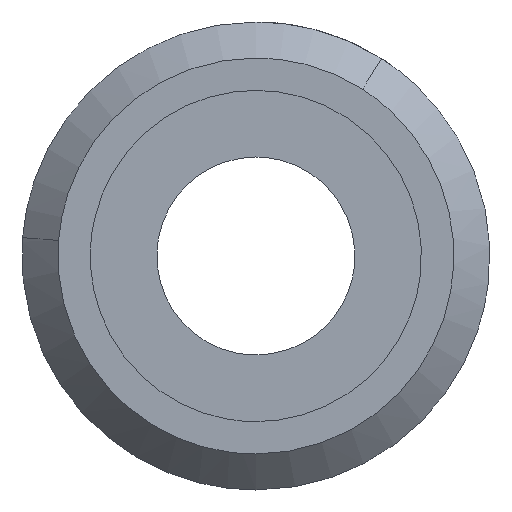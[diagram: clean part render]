
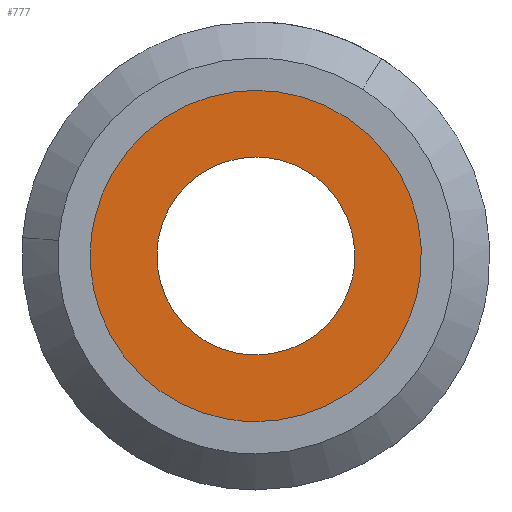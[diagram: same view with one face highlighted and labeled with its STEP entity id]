
A CAD part, front view. The second image highlights one B-rep face of the part: STEP entity #777.
In plain terms, the highlighted free-form (B-spline) face has degree [1, 1] with [2, 2] control points.
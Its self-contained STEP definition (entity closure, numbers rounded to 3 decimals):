
#66=CARTESIAN_POINT('',(4.568,0.,-0.543));
#67=VERTEX_POINT('',#66);
#68=CARTESIAN_POINT('',(0.,0.0,4.6));
#69=VERTEX_POINT('',#68);
#70=CARTESIAN_POINT('',(4.568,0.,-0.543));
#71=CARTESIAN_POINT('',(4.6,0.0,-0.272));
#72=CARTESIAN_POINT('',(4.6,0.0,0.0));
#73=CARTESIAN_POINT('',(4.6,0.0,4.6));
#74=CARTESIAN_POINT('',(0.,0.0,4.6));
#82=(BOUNDED_CURVE()B_SPLINE_CURVE(2,(#70,#71,#72,#73,#74),.UNSPECIFIED.,.F.,.U.)B_SPLINE_CURVE_WITH_KNOTS((3,2,3),(0.23,0.25,0.5),.UNSPECIFIED.)CURVE()GEOMETRIC_REPRESENTATION_ITEM()RATIONAL_B_SPLINE_CURVE((0.956,0.976,1.0,0.707,1.0))REPRESENTATION_ITEM(''));
#83=EDGE_CURVE('',#67,#69,#82,.T.);
#124=CARTESIAN_POINT('',(-4.591,0.,0.281));
#125=VERTEX_POINT('',#124);
#131=CARTESIAN_POINT('',(0.,0.0,4.6));
#132=CARTESIAN_POINT('',(-4.327,0.0,4.6));
#133=CARTESIAN_POINT('',(-4.591,0.,0.281));
#141=(BOUNDED_CURVE()B_SPLINE_CURVE(2,(#131,#132,#133),.UNSPECIFIED.,.F.,.U.)B_SPLINE_CURVE_WITH_KNOTS((3,3),(0.5,0.739),.UNSPECIFIED.)CURVE()GEOMETRIC_REPRESENTATION_ITEM()RATIONAL_B_SPLINE_CURVE((1.0,0.72,0.976))REPRESENTATION_ITEM(''));
#142=EDGE_CURVE('',#69,#125,#141,.T.);
#165=CARTESIAN_POINT('',(0.,0.0,-4.6));
#166=VERTEX_POINT('',#165);
#167=CARTESIAN_POINT('',(0.,0.0,-4.6));
#168=CARTESIAN_POINT('',(4.086,0.0,-4.6));
#169=CARTESIAN_POINT('',(4.568,0.,-0.543));
#177=(BOUNDED_CURVE()B_SPLINE_CURVE(2,(#167,#168,#169),.UNSPECIFIED.,.F.,.U.)B_SPLINE_CURVE_WITH_KNOTS((3,3),(0.0,0.23),.UNSPECIFIED.)CURVE()GEOMETRIC_REPRESENTATION_ITEM()RATIONAL_B_SPLINE_CURVE((1.0,0.731,0.956))REPRESENTATION_ITEM(''));
#178=EDGE_CURVE('',#166,#67,#177,.T.);
#180=CARTESIAN_POINT('',(-4.591,0.,0.281));
#181=CARTESIAN_POINT('',(-4.6,0.0,0.141));
#182=CARTESIAN_POINT('',(-4.6,0.0,0.0));
#183=CARTESIAN_POINT('',(-4.6,0.0,-4.6));
#184=CARTESIAN_POINT('',(0.,0.0,-4.6));
#192=(BOUNDED_CURVE()B_SPLINE_CURVE(2,(#180,#181,#182,#183,#184),.UNSPECIFIED.,.F.,.U.)B_SPLINE_CURVE_WITH_KNOTS((3,2,3),(0.739,0.75,1.0),.UNSPECIFIED.)CURVE()GEOMETRIC_REPRESENTATION_ITEM()RATIONAL_B_SPLINE_CURVE((0.976,0.988,1.0,0.707,1.0))REPRESENTATION_ITEM(''));
#193=EDGE_CURVE('',#125,#166,#192,.T.);
#596=CARTESIAN_POINT('',(2.731,0.,-0.325));
#597=VERTEX_POINT('',#596);
#598=CARTESIAN_POINT('',(0.,0.0,2.75));
#599=VERTEX_POINT('',#598);
#600=CARTESIAN_POINT('',(2.731,0.,-0.325));
#601=CARTESIAN_POINT('',(2.75,0.0,-0.163));
#602=CARTESIAN_POINT('',(2.75,0.0,0.0));
#603=CARTESIAN_POINT('',(2.75,0.0,2.75));
#604=CARTESIAN_POINT('',(0.,0.0,2.75));
#612=(BOUNDED_CURVE()B_SPLINE_CURVE(2,(#600,#601,#602,#603,#604),.UNSPECIFIED.,.F.,.U.)B_SPLINE_CURVE_WITH_KNOTS((3,2,3),(0.23,0.25,0.5),.UNSPECIFIED.)CURVE()GEOMETRIC_REPRESENTATION_ITEM()RATIONAL_B_SPLINE_CURVE((0.956,0.976,1.0,0.707,1.0))REPRESENTATION_ITEM(''));
#613=EDGE_CURVE('',#597,#599,#612,.T.);
#615=CARTESIAN_POINT('',(-2.745,0.,0.168));
#616=VERTEX_POINT('',#615);
#617=CARTESIAN_POINT('',(0.,0.0,2.75));
#618=CARTESIAN_POINT('',(-2.587,0.0,2.75));
#619=CARTESIAN_POINT('',(-2.745,0.,0.168));
#627=(BOUNDED_CURVE()B_SPLINE_CURVE(2,(#617,#618,#619),.UNSPECIFIED.,.F.,.U.)B_SPLINE_CURVE_WITH_KNOTS((3,3),(0.5,0.739),.UNSPECIFIED.)CURVE()GEOMETRIC_REPRESENTATION_ITEM()RATIONAL_B_SPLINE_CURVE((1.0,0.72,0.976))REPRESENTATION_ITEM(''));
#628=EDGE_CURVE('',#599,#616,#627,.T.);
#695=CARTESIAN_POINT('',(0.,0.0,-2.75));
#696=VERTEX_POINT('',#695);
#697=CARTESIAN_POINT('',(0.,0.0,-2.75));
#698=CARTESIAN_POINT('',(2.442,0.0,-2.75));
#699=CARTESIAN_POINT('',(2.731,0.,-0.325));
#707=(BOUNDED_CURVE()B_SPLINE_CURVE(2,(#697,#698,#699),.UNSPECIFIED.,.F.,.U.)B_SPLINE_CURVE_WITH_KNOTS((3,3),(0.0,0.23),.UNSPECIFIED.)CURVE()GEOMETRIC_REPRESENTATION_ITEM()RATIONAL_B_SPLINE_CURVE((1.0,0.731,0.956))REPRESENTATION_ITEM(''));
#708=EDGE_CURVE('',#696,#597,#707,.T.);
#742=CARTESIAN_POINT('',(-2.745,0.,0.168));
#743=CARTESIAN_POINT('',(-2.75,0.0,0.084));
#744=CARTESIAN_POINT('',(-2.75,0.0,0.0));
#745=CARTESIAN_POINT('',(-2.75,0.0,-2.75));
#746=CARTESIAN_POINT('',(0.,0.0,-2.75));
#754=(BOUNDED_CURVE()B_SPLINE_CURVE(2,(#742,#743,#744,#745,#746),.UNSPECIFIED.,.F.,.U.)B_SPLINE_CURVE_WITH_KNOTS((3,2,3),(0.739,0.75,1.0),.UNSPECIFIED.)CURVE()GEOMETRIC_REPRESENTATION_ITEM()RATIONAL_B_SPLINE_CURVE((0.976,0.988,1.0,0.707,1.0))REPRESENTATION_ITEM(''));
#755=EDGE_CURVE('',#616,#696,#754,.T.);
#760=CARTESIAN_POINT('',(-5.059,0.0,-5.06));
#761=CARTESIAN_POINT('',(-5.059,0.0,5.06));
#762=CARTESIAN_POINT('',(5.059,0.0,-5.06));
#763=CARTESIAN_POINT('',(5.059,0.0,5.06));
#764=B_SPLINE_SURFACE_WITH_KNOTS('',1,1,((#760,#762),(#761,#763)),.UNSPECIFIED.,.F.,.F.,.U.,(2,2),(2,2),(0.0,10.119),(0.0,10.119),.UNSPECIFIED.);
#765=ORIENTED_EDGE('',*,*,#178,.T.);
#766=ORIENTED_EDGE('',*,*,#83,.T.);
#767=ORIENTED_EDGE('',*,*,#142,.T.);
#768=ORIENTED_EDGE('',*,*,#193,.T.);
#769=EDGE_LOOP('',(#765,#766,#767,#768));
#770=FACE_OUTER_BOUND('',#769,.T.);
#771=ORIENTED_EDGE('',*,*,#628,.F.);
#772=ORIENTED_EDGE('',*,*,#613,.F.);
#773=ORIENTED_EDGE('',*,*,#708,.F.);
#774=ORIENTED_EDGE('',*,*,#755,.F.);
#775=EDGE_LOOP('',(#771,#772,#773,#774));
#776=FACE_BOUND('',#775,.T.);
#777=ADVANCED_FACE('',(#770,#776),#764,.F.);
